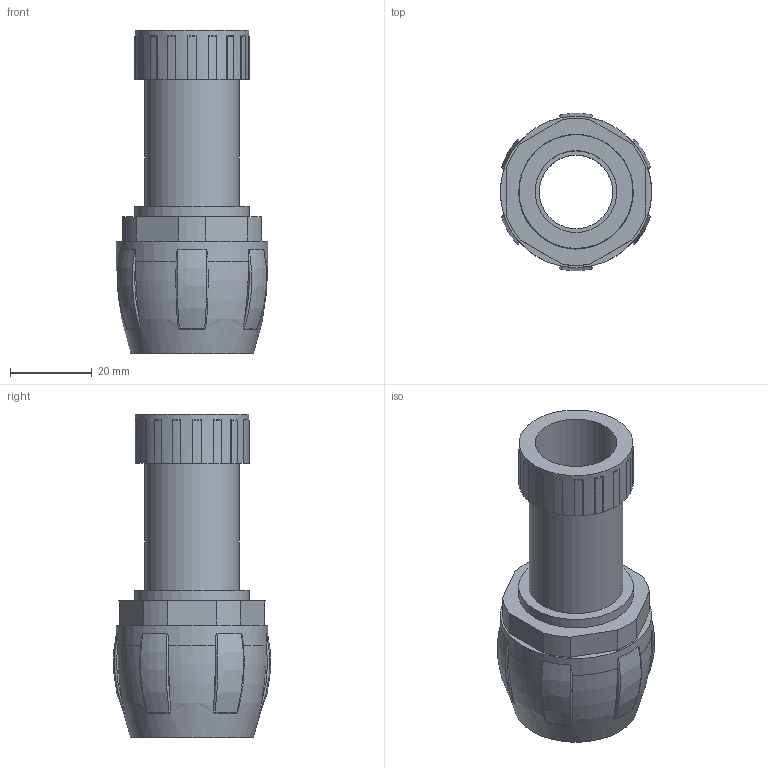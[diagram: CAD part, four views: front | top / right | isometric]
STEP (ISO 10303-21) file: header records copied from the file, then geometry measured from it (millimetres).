
FILE_DESCRIPTION (( 'STEP AP203' ), '1' );
FILE_NAME ('CTA10D-GA20-K41-050 Ìóôòà òðóáà 20 - òðóáà àðìèðîâàííàÿ 20. IP65 GA20 ÈÝÊ (íà çàìåíó).STEP', '2016-07-08T06:06:02', ( '' ), ( '' ), 'SwSTEP 2.0', 'SolidWorks 2014', '' );
FILE_SCHEMA (( 'CONFIG_CONTROL_DESIGN' ));
Length unit declared in the file: millimetre
Products named in the file (1): CTA10D-GA20-K41-050 Ìóôòà òðóáà 20 - òðóáà àðìèðîâàííàÿ 20. IP65 GA20 ÈÝÊ (íà çàìåíó)
Bounding box: 37 x 38.4 x 79 mm (x, y, z)
Volume: 26285.5 mm3; surface area: 17800.6 mm2
Topology: 1 solids, 1 shells, 134 faces, 374 edges, 249 vertices
Faces by surface type: plane 61, cylinder 37, cone 17, bspline 12, torus 7
Full cylindrical faces by diameter (mm): 18 x1, 20 x2, 23 x1, 26 x1, 27.8 x1, 28 x1, 37 x1
Entity records: 5209 total; most frequent: CARTESIAN_POINT 1831, ORIENTED_EDGE 726, DIRECTION 646, EDGE_CURVE 363, AXIS2_PLACEMENT_3D 254, VERTEX_POINT 247, EDGE_LOOP 152, FACE_OUTER_BOUND 143
